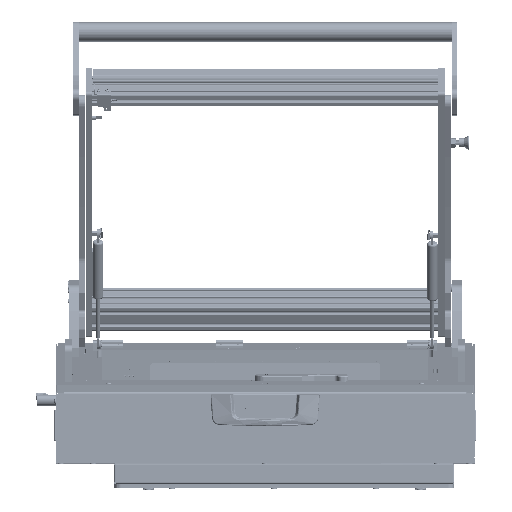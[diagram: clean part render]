
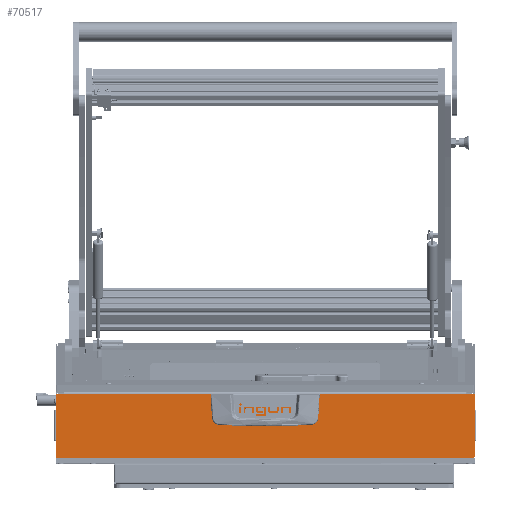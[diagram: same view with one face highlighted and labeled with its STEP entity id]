
A CAD part, top view. The second image highlights one B-rep face of the part: STEP entity #70517.
In plain terms, the highlighted face is planar.
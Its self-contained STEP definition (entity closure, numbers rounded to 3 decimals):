
#1360 = LINE ( 'NONE', #57446, #140974 ) ;
#2209 = DIRECTION ( 'NONE',  ( 0., 1., 0. ) ) ;
#6484 = EDGE_CURVE ( 'NONE', #159713, #112739, #59839, .T. ) ;
#7547 = VERTEX_POINT ( 'NONE', #92467 ) ;
#7867 = EDGE_CURVE ( 'NONE', #82563, #11784, #154180, .T. ) ;
#8080 = DIRECTION ( 'NONE',  ( 0., -1., 0. ) ) ;
#10438 = DIRECTION ( 'NONE',  ( 0., 0., -1. ) ) ;
#11196 = CARTESIAN_POINT ( 'NONE',  ( -2., 610., 0. ) ) ;
#11784 = VERTEX_POINT ( 'NONE', #49251 ) ;
#12776 = ORIENTED_EDGE ( 'NONE', *, *, #65826, .F. ) ;
#14588 = CARTESIAN_POINT ( 'NONE',  ( -2., 612., 93.373 ) ) ;
#14628 = CARTESIAN_POINT ( 'NONE',  ( -2., -4., 93.373 ) ) ;
#14698 = EDGE_CURVE ( 'NONE', #140667, #7547, #140307, .T. ) ;
#15234 = EDGE_CURVE ( 'NONE', #53486, #36067, #27395, .T. ) ;
#19415 = CARTESIAN_POINT ( 'NONE',  ( -2., 359., 73.7 ) ) ;
#21620 = ORIENTED_EDGE ( 'NONE', *, *, #15234, .F. ) ;
#22155 = CARTESIAN_POINT ( 'NONE',  ( -2., 362., 73.7 ) ) ;
#22526 = ORIENTED_EDGE ( 'NONE', *, *, #103138, .T. ) ;
#22802 = ORIENTED_EDGE ( 'NONE', *, *, #14698, .F. ) ;
#24092 = VECTOR ( 'NONE', #110849, 1000. ) ;
#26515 = CARTESIAN_POINT ( 'NONE',  ( -2., -4., 93.86 ) ) ;
#27395 = CIRCLE ( 'NONE', #48706, 3. ) ;
#30008 = CIRCLE ( 'NONE', #136473, 2. ) ;
#32090 = LINE ( 'NONE', #85203, #150496 ) ;
#32877 = ORIENTED_EDGE ( 'NONE', *, *, #144399, .T. ) ;
#34052 = ORIENTED_EDGE ( 'NONE', *, *, #66753, .F. ) ;
#34201 = VERTEX_POINT ( 'NONE', #57265 ) ;
#34922 = CARTESIAN_POINT ( 'NONE',  ( -2., 359., 73.7 ) ) ;
#36067 = VERTEX_POINT ( 'NONE', #115353 ) ;
#36531 = FACE_BOUND ( 'NONE', #92228, .T. ) ;
#38178 = ORIENTED_EDGE ( 'NONE', *, *, #100821, .T. ) ;
#39144 = CARTESIAN_POINT ( 'NONE',  ( -2., 9., 93.86 ) ) ;
#41135 = ORIENTED_EDGE ( 'NONE', *, *, #121107, .F. ) ;
#41359 = AXIS2_PLACEMENT_3D ( 'NONE', #19415, #82832, #8080 ) ;
#42140 = EDGE_CURVE ( 'NONE', #112739, #133290, #112062, .T. ) ;
#43184 = VERTEX_POINT ( 'NONE', #11196 ) ;
#43969 = CARTESIAN_POINT ( 'NONE',  ( -2., 612., 2. ) ) ;
#44616 = CARTESIAN_POINT ( 'NONE',  ( -2., -4., 2. ) ) ;
#45480 = LINE ( 'NONE', #137252, #24092 ) ;
#45692 = VECTOR ( 'NONE', #103588, 1000. ) ;
#48706 = AXIS2_PLACEMENT_3D ( 'NONE', #136295, #100075, #135735 ) ;
#49251 = CARTESIAN_POINT ( 'NONE',  ( -2., 9., 93.373 ) ) ;
#49354 = VERTEX_POINT ( 'NONE', #43969 ) ;
#51515 = DIRECTION ( 'NONE',  ( 1., 0., 0. ) ) ;
#52133 = CARTESIAN_POINT ( 'NONE',  ( -2., 9., 93.86 ) ) ;
#53486 = VERTEX_POINT ( 'NONE', #79143 ) ;
#57265 = CARTESIAN_POINT ( 'NONE',  ( -2., -2., 0. ) ) ;
#57446 = CARTESIAN_POINT ( 'NONE',  ( -2., -4., 93.86 ) ) ;
#58207 = ORIENTED_EDGE ( 'NONE', *, *, #144229, .T. ) ;
#59839 = LINE ( 'NONE', #95898, #84981 ) ;
#60846 = DIRECTION ( 'NONE',  ( 0., 1., 0. ) ) ;
#62705 = CARTESIAN_POINT ( 'NONE',  ( -2., 599., 93.86 ) ) ;
#65826 = EDGE_CURVE ( 'NONE', #7547, #140667, #115455, .T. ) ;
#66753 = EDGE_CURVE ( 'NONE', #36067, #53486, #87743, .T. ) ;
#68706 = EDGE_LOOP ( 'NONE', ( #21620, #34052 ) ) ;
#69364 = AXIS2_PLACEMENT_3D ( 'NONE', #133569, #132491, #108181 ) ;
#69429 = EDGE_CURVE ( 'NONE', #34201, #43184, #155358, .T. ) ;
#70517 = ADVANCED_FACE ( 'NONE', ( #151198, #36531, #89096 ), #113369, .F. ) ;
#71747 = DIRECTION ( 'NONE',  ( -1., 0., 0. ) ) ;
#73333 = CARTESIAN_POINT ( 'NONE',  ( -2., 610., 2. ) ) ;
#79143 = CARTESIAN_POINT ( 'NONE',  ( -2., 246., 73.7 ) ) ;
#81806 = DIRECTION ( 'NONE',  ( 0., 0., -1. ) ) ;
#82325 = VERTEX_POINT ( 'NONE', #44616 ) ;
#82426 = CARTESIAN_POINT ( 'NONE',  ( -2., 599., 93.373 ) ) ;
#82508 = VECTOR ( 'NONE', #124343, 1000. ) ;
#82563 = VERTEX_POINT ( 'NONE', #14628 ) ;
#82832 = DIRECTION ( 'NONE',  ( -1., 0., 0. ) ) ;
#84537 = LINE ( 'NONE', #39144, #82508 ) ;
#84981 = VECTOR ( 'NONE', #94305, 1000. ) ;
#85203 = CARTESIAN_POINT ( 'NONE',  ( -2., 612., 93.86 ) ) ;
#87743 = CIRCLE ( 'NONE', #69364, 3. ) ;
#89096 = FACE_OUTER_BOUND ( 'NONE', #149108, .T. ) ;
#92228 = EDGE_LOOP ( 'NONE', ( #12776, #22802 ) ) ;
#92467 = CARTESIAN_POINT ( 'NONE',  ( -2., 356., 73.7 ) ) ;
#94305 = DIRECTION ( 'NONE',  ( 0., 1., 0. ) ) ;
#95898 = CARTESIAN_POINT ( 'NONE',  ( -2., -4., 93.86 ) ) ;
#96691 = DIRECTION ( 'NONE',  ( 0., 1., 0. ) ) ;
#97841 = DIRECTION ( 'NONE',  ( 0., -1., 0. ) ) ;
#98772 = CARTESIAN_POINT ( 'NONE',  ( -2., -4., 0. ) ) ;
#100075 = DIRECTION ( 'NONE',  ( -1., 0., 0. ) ) ;
#100395 = VECTOR ( 'NONE', #125036, 1000. ) ;
#100805 = ORIENTED_EDGE ( 'NONE', *, *, #6484, .T. ) ;
#100821 = EDGE_CURVE ( 'NONE', #11784, #159713, #84537, .T. ) ;
#103138 = EDGE_CURVE ( 'NONE', #34201, #82325, #149743, .T. ) ;
#103588 = DIRECTION ( 'NONE',  ( 0., 1., 0. ) ) ;
#105131 = DIRECTION ( 'NONE',  ( -1., 0., 0. ) ) ;
#108181 = DIRECTION ( 'NONE',  ( 0., 1., 0. ) ) ;
#110849 = DIRECTION ( 'NONE',  ( 0., 1., 0. ) ) ;
#112062 = LINE ( 'NONE', #62705, #100395 ) ;
#112566 = ORIENTED_EDGE ( 'NONE', *, *, #135879, .T. ) ;
#112739 = VERTEX_POINT ( 'NONE', #118710 ) ;
#113369 = PLANE ( 'NONE',  #118805 ) ;
#115353 = CARTESIAN_POINT ( 'NONE',  ( -2., 252., 73.7 ) ) ;
#115455 = CIRCLE ( 'NONE', #144544, 3. ) ;
#118710 = CARTESIAN_POINT ( 'NONE',  ( -2., 599., 93.86 ) ) ;
#118805 = AXIS2_PLACEMENT_3D ( 'NONE', #26515, #51515, #2209 ) ;
#119410 = AXIS2_PLACEMENT_3D ( 'NONE', #122019, #105131, #142419 ) ;
#121107 = EDGE_CURVE ( 'NONE', #82563, #82325, #1360, .T. ) ;
#122019 = CARTESIAN_POINT ( 'NONE',  ( -2., -2., 2. ) ) ;
#122398 = ORIENTED_EDGE ( 'NONE', *, *, #42140, .T. ) ;
#122780 = DIRECTION ( 'NONE',  ( -1., 0., 0. ) ) ;
#124343 = DIRECTION ( 'NONE',  ( 0., 0., 1. ) ) ;
#125036 = DIRECTION ( 'NONE',  ( 0., 0., -1. ) ) ;
#127807 = VERTEX_POINT ( 'NONE', #14588 ) ;
#132491 = DIRECTION ( 'NONE',  ( -1., 0., 0. ) ) ;
#133290 = VERTEX_POINT ( 'NONE', #82426 ) ;
#133569 = CARTESIAN_POINT ( 'NONE',  ( -2., 249., 73.7 ) ) ;
#135735 = DIRECTION ( 'NONE',  ( 0., 1., 0. ) ) ;
#135879 = EDGE_CURVE ( 'NONE', #127807, #49354, #32090, .T. ) ;
#136295 = CARTESIAN_POINT ( 'NONE',  ( -2., 249., 73.7 ) ) ;
#136473 = AXIS2_PLACEMENT_3D ( 'NONE', #73333, #71747, #96691 ) ;
#137252 = CARTESIAN_POINT ( 'NONE',  ( -2., -4., 93.373 ) ) ;
#138948 = ORIENTED_EDGE ( 'NONE', *, *, #7867, .T. ) ;
#140307 = CIRCLE ( 'NONE', #41359, 3. ) ;
#140348 = CARTESIAN_POINT ( 'NONE',  ( -2., -4., 93.373 ) ) ;
#140667 = VERTEX_POINT ( 'NONE', #22155 ) ;
#140974 = VECTOR ( 'NONE', #81806, 1000. ) ;
#142419 = DIRECTION ( 'NONE',  ( 0., 1., 0. ) ) ;
#144229 = EDGE_CURVE ( 'NONE', #49354, #43184, #30008, .T. ) ;
#144399 = EDGE_CURVE ( 'NONE', #133290, #127807, #45480, .T. ) ;
#144544 = AXIS2_PLACEMENT_3D ( 'NONE', #34922, #122780, #97841 ) ;
#149108 = EDGE_LOOP ( 'NONE', ( #41135, #138948, #38178, #100805, #122398, #32877, #112566, #58207, #158112, #22526 ) ) ;
#149743 = CIRCLE ( 'NONE', #119410, 2. ) ;
#150496 = VECTOR ( 'NONE', #10438, 1000. ) ;
#151198 = FACE_BOUND ( 'NONE', #68706, .T. ) ;
#154180 = LINE ( 'NONE', #140348, #45692 ) ;
#155358 = LINE ( 'NONE', #98772, #159248 ) ;
#158112 = ORIENTED_EDGE ( 'NONE', *, *, #69429, .F. ) ;
#159248 = VECTOR ( 'NONE', #60846, 1000. ) ;
#159713 = VERTEX_POINT ( 'NONE', #52133 ) ;
